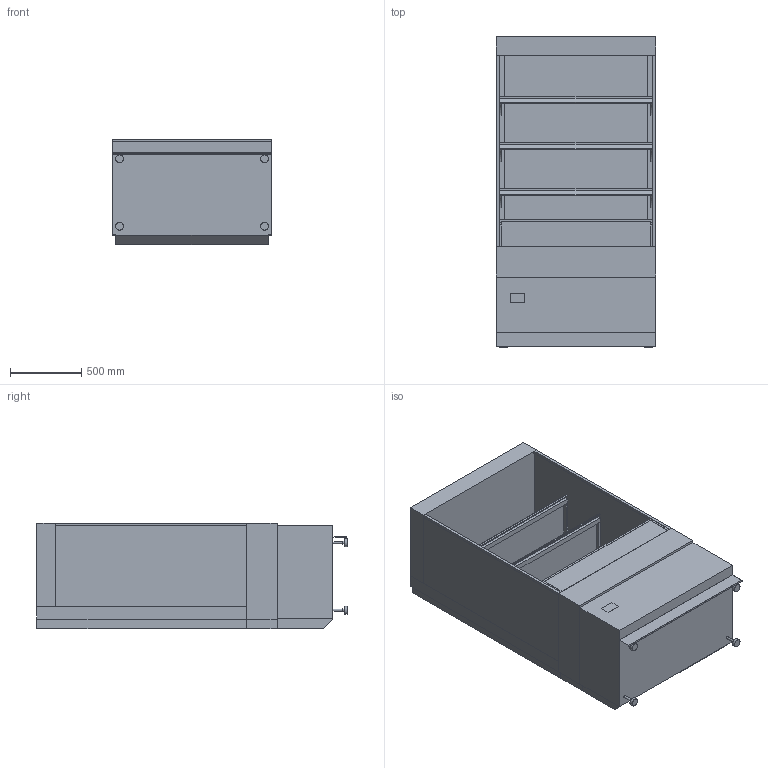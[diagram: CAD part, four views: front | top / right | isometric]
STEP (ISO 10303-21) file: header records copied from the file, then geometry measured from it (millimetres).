
FILE_DESCRIPTION(/* description */ ('Kühlregal: eigengekühlt'),/* implementation_level */ '2;1');
FILE_NAME(/* name */ '3D-AKE-00005012.stp',/* time_stamp */ '2024-06-18T14:26:03+02:00',/* author */ ('julian.lux'),/* organization */ (''),/* preprocessor_version */ 'ST-DEVELOPER v18.1',/* originating_system */ 'Autodesk Inventor 2020',/* authorisation */ '');
FILE_SCHEMA (('AUTOMOTIVE_DESIGN { 1 0 10303 214 3 1 1 }'));
Length unit declared in the file: millimetre
Products named in the file (1): 3D-AKE-00005012
Bounding box: 1125 x 2184 x 745 mm (x, y, z)
Volume: 912392244.8 mm3; surface area: 21881557.5 mm2
Topology: 46 solids, 46 shells, 345 faces, 774 edges, 530 vertices
Faces by surface type: plane 293, cylinder 52
Full cylindrical faces by diameter (mm): 16 x13, 22 x4, 55 x4
Entity records: 9595 total; most frequent: CARTESIAN_POINT 1650, DIRECTION 1612, ORIENTED_EDGE 1548, EDGE_CURVE 774, LINE 628, VECTOR 628, VERTEX_POINT 530, AXIS2_PLACEMENT_3D 492
